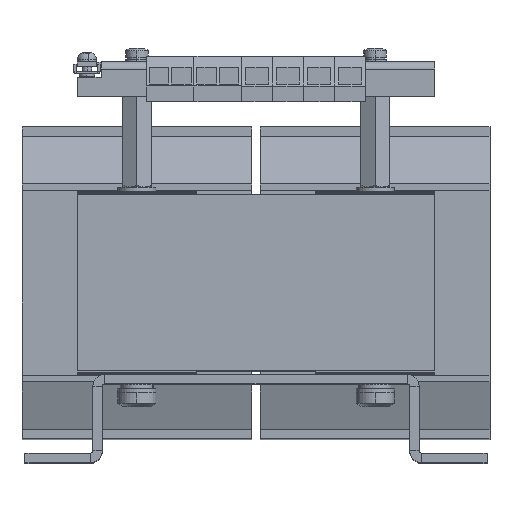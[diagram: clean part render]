
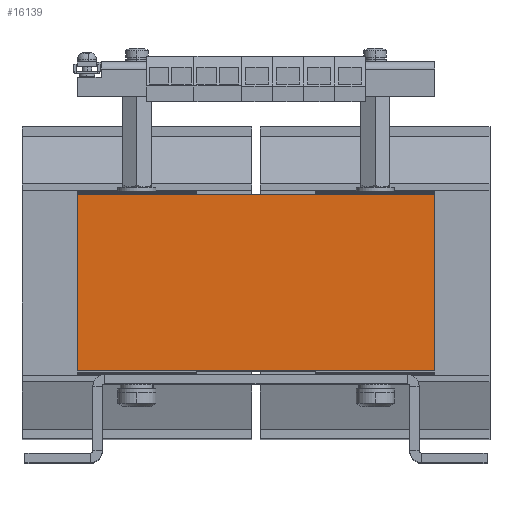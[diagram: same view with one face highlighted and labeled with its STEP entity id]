
A CAD part, top view. The second image highlights one B-rep face of the part: STEP entity #16139.
In plain terms, the highlighted planar face has unit normal (0, 0, 1).
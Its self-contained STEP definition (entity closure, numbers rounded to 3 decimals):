
#1 = VECTOR ( 'NONE', #15159, 1000. ) ;
#1022 = LINE ( 'NONE', #9845, #1 ) ;
#1289 = LINE ( 'NONE', #3048, #4710 ) ;
#1535 = DIRECTION ( 'NONE',  ( 0., 0., -1. ) ) ;
#1838 = CARTESIAN_POINT ( 'NONE',  ( 75., -37., 125.001 ) ) ;
#2736 = LINE ( 'NONE', #7282, #8631 ) ;
#2779 = CARTESIAN_POINT ( 'NONE',  ( -75., 37., 125.001 ) ) ;
#2792 = EDGE_CURVE ( 'NONE', #11413, #11614, #8289, .T. ) ;
#3048 = CARTESIAN_POINT ( 'NONE',  ( -75., -37., 125.001 ) ) ;
#3222 = DIRECTION ( 'NONE',  ( 0., 1., 0. ) ) ;
#4211 = EDGE_LOOP ( 'NONE', ( #12164, #4854, #15918, #11323 ) ) ;
#4710 = VECTOR ( 'NONE', #3222, 1000. ) ;
#4854 = ORIENTED_EDGE ( 'NONE', *, *, #8556, .F. ) ;
#5049 = CARTESIAN_POINT ( 'NONE',  ( 75., 37., 125.001 ) ) ;
#5636 = FACE_OUTER_BOUND ( 'NONE', #4211, .T. ) ;
#7282 = CARTESIAN_POINT ( 'NONE',  ( 75., -37., 125.001 ) ) ;
#7465 = VERTEX_POINT ( 'NONE', #1838 ) ;
#7591 = EDGE_CURVE ( 'NONE', #7465, #11413, #2736, .T. ) ;
#7838 = AXIS2_PLACEMENT_3D ( 'NONE', #10558, #1535, #13126 ) ;
#8067 = PLANE ( 'NONE',  #7838 ) ;
#8203 = VERTEX_POINT ( 'NONE', #11536 ) ;
#8289 = LINE ( 'NONE', #13164, #11747 ) ;
#8556 = EDGE_CURVE ( 'NONE', #8203, #11614, #1289, .T. ) ;
#8631 = VECTOR ( 'NONE', #16207, 1000. ) ;
#9845 = CARTESIAN_POINT ( 'NONE',  ( -75., -37., 125.001 ) ) ;
#10558 = CARTESIAN_POINT ( 'NONE',  ( -75., -37., 125.001 ) ) ;
#11323 = ORIENTED_EDGE ( 'NONE', *, *, #7591, .T. ) ;
#11413 = VERTEX_POINT ( 'NONE', #5049 ) ;
#11536 = CARTESIAN_POINT ( 'NONE',  ( -75., -37., 125.001 ) ) ;
#11614 = VERTEX_POINT ( 'NONE', #2779 ) ;
#11747 = VECTOR ( 'NONE', #15783, 1000. ) ;
#12164 = ORIENTED_EDGE ( 'NONE', *, *, #2792, .T. ) ;
#13126 = DIRECTION ( 'NONE',  ( 0., 1., 0. ) ) ;
#13164 = CARTESIAN_POINT ( 'NONE',  ( -75., 37., 125.001 ) ) ;
#15159 = DIRECTION ( 'NONE',  ( -1., 0., 0. ) ) ;
#15629 = EDGE_CURVE ( 'NONE', #7465, #8203, #1022, .T. ) ;
#15783 = DIRECTION ( 'NONE',  ( -1., 0., 0. ) ) ;
#15918 = ORIENTED_EDGE ( 'NONE', *, *, #15629, .F. ) ;
#16139 = ADVANCED_FACE ( 'NONE', ( #5636 ), #8067, .F. ) ;
#16207 = DIRECTION ( 'NONE',  ( 0., 1., 0. ) ) ;
